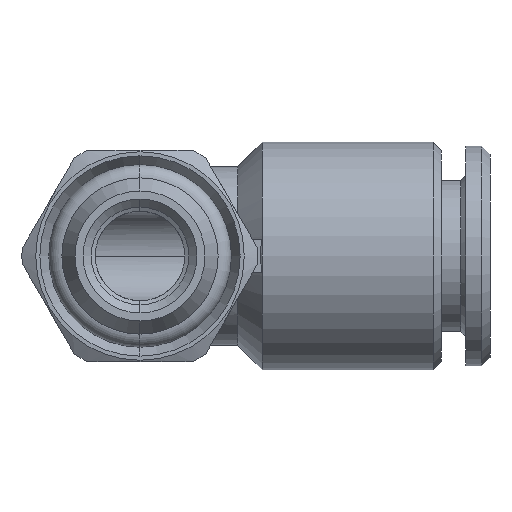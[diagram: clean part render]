
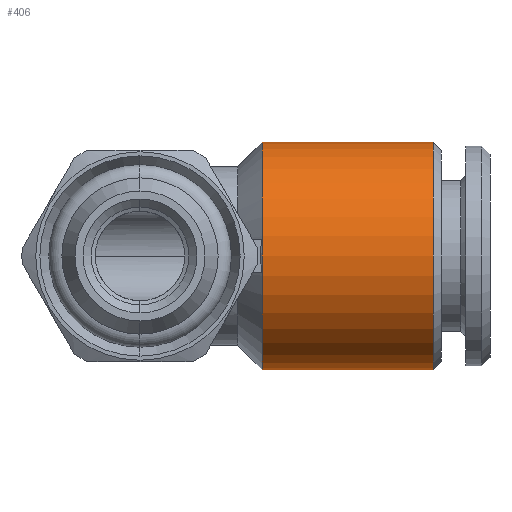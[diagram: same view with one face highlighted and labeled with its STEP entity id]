
A CAD part, front view. The second image highlights one B-rep face of the part: STEP entity #406.
In plain terms, the highlighted cylindrical face has radius 7 mm (diameter 14 mm), a partial arc.
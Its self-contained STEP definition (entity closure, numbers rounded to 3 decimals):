
#256 = EDGE_CURVE ( 'NONE', #267, #263, #1571, .T. ) ;
#262 = VERTEX_POINT ( 'NONE', #1589 ) ;
#263 = VERTEX_POINT ( 'NONE', #1586 ) ;
#267 = VERTEX_POINT ( 'NONE', #1558 ) ;
#275 = VERTEX_POINT ( 'NONE', #1604 ) ;
#289 = EDGE_CURVE ( 'NONE', #262, #275, #1618, .T. ) ;
#376 = EDGE_CURVE ( 'NONE', #263, #275, #2338, .T. ) ;
#396 = ORIENTED_EDGE ( 'NONE', *, *, #376, .F. ) ;
#401 = EDGE_CURVE ( 'NONE', #267, #262, #1812, .T. ) ;
#403 = ORIENTED_EDGE ( 'NONE', *, *, #256, .F. ) ;
#406 = ADVANCED_FACE ( 'NONE', ( #2558 ), #2487, .T. ) ;
#416 = ORIENTED_EDGE ( 'NONE', *, *, #401, .T. ) ;
#420 = EDGE_LOOP ( 'NONE', ( #403, #416, #426, #396 ) ) ;
#426 = ORIENTED_EDGE ( 'NONE', *, *, #289, .T. ) ;
#1558 = CARTESIAN_POINT ( 'NONE',  ( 18., 0., -7. ) ) ;
#1570 = CARTESIAN_POINT ( 'NONE',  ( -3.45, 0., -7. ) ) ;
#1571 = LINE ( 'NONE', #1570, #1585 ) ;
#1584 = DIRECTION ( 'NONE',  ( -1., 0., 0. ) ) ;
#1585 = VECTOR ( 'NONE', #1584, 1000. ) ;
#1586 = CARTESIAN_POINT ( 'NONE',  ( 7.5, 0., -7. ) ) ;
#1589 = CARTESIAN_POINT ( 'NONE',  ( 18., 0., 7. ) ) ;
#1604 = CARTESIAN_POINT ( 'NONE',  ( 7.5, 0., 7. ) ) ;
#1614 = DIRECTION ( 'NONE',  ( -1., 0., 0. ) ) ;
#1616 = VECTOR ( 'NONE', #1614, 1000. ) ;
#1617 = CARTESIAN_POINT ( 'NONE',  ( -3.45, 0., 7. ) ) ;
#1618 = LINE ( 'NONE', #1617, #1616 ) ;
#1793 = CARTESIAN_POINT ( 'NONE',  ( 18., 0., 0. ) ) ;
#1809 = DIRECTION ( 'NONE',  ( 0., 0., 1. ) ) ;
#1810 = DIRECTION ( 'NONE',  ( -1., 0., 0. ) ) ;
#1811 = AXIS2_PLACEMENT_3D ( 'NONE', #1793, #1810, #1809 ) ;
#1812 = CIRCLE ( 'NONE', #1811, 7. ) ;
#2338 = CIRCLE ( 'NONE', #2365, 7. ) ;
#2345 = CARTESIAN_POINT ( 'NONE',  ( 7.5, 0., 0. ) ) ;
#2363 = DIRECTION ( 'NONE',  ( 0., 0., 1. ) ) ;
#2364 = DIRECTION ( 'NONE',  ( -1., 0., 0. ) ) ;
#2365 = AXIS2_PLACEMENT_3D ( 'NONE', #2345, #2364, #2363 ) ;
#2487 = CYLINDRICAL_SURFACE ( 'NONE', #2621, 7. ) ;
#2558 = FACE_OUTER_BOUND ( 'NONE', #420, .T. ) ;
#2611 = DIRECTION ( 'NONE',  ( 0., 0., 1. ) ) ;
#2612 = DIRECTION ( 'NONE',  ( -1., 0., 0. ) ) ;
#2620 = CARTESIAN_POINT ( 'NONE',  ( -3.45, 0., 0. ) ) ;
#2621 = AXIS2_PLACEMENT_3D ( 'NONE', #2620, #2612, #2611 ) ;
